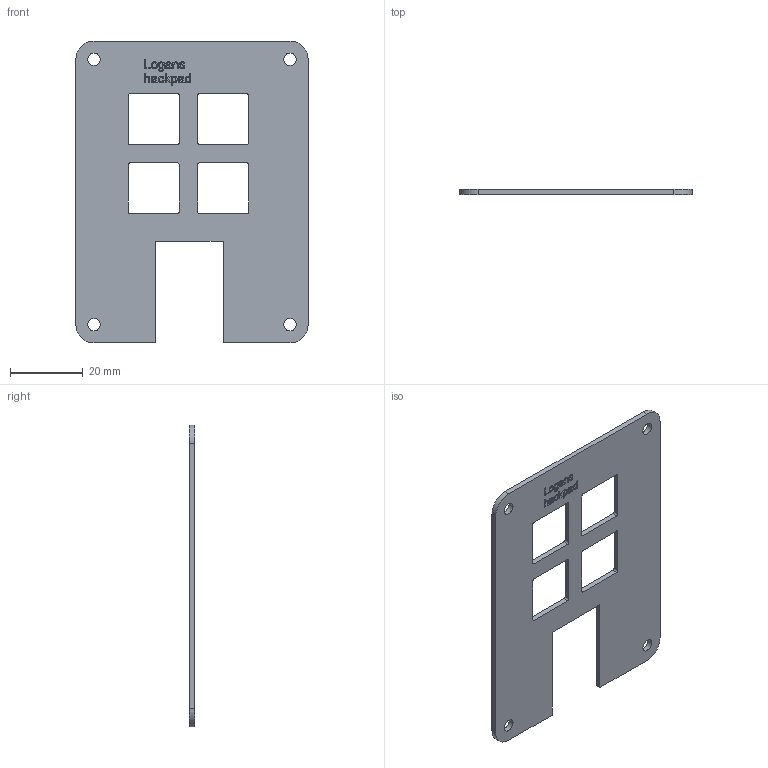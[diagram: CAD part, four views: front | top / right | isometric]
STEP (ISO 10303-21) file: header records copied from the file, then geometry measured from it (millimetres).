
FILE_DESCRIPTION(/* description */ (''),/* implementation_level */ '2;1');
FILE_NAME(/* name */ 'macropad.step',/* time_stamp */ '2025-11-19T14:52:28-08:00',/* author */ (''),/* organization */ (''),/* preprocessor_version */ 'ST-DEVELOPER v20.1',/* originating_system */ 'Autodesk Translation Framework v14.21.0.0',/* authorisation */ '');
FILE_SCHEMA (('AUTOMOTIVE_DESIGN { 1 0 10303 214 3 1 1 }'));
Length unit declared in the file: millimetre
Products named in the file (1): 2025-11-19-14-29-45-941
Bounding box: 63.86 x 1.5 x 82.91 mm (x, y, z)
Volume: 5907.4 mm3; surface area: 8785.9 mm2
Topology: 1 solids, 1 shells, 377 faces, 1065 edges, 710 vertices
Faces by surface type: bspline 243, plane 110, cylinder 24
Full cylindrical faces by diameter (mm): 3.4 x4
Entity records: 14482 total; most frequent: CARTESIAN_POINT 6284, ORIENTED_EDGE 2130, EDGE_CURVE 1065, DIRECTION 897, VERTEX_POINT 710, LINE 531, VECTOR 531, B_SPLINE_CURVE_WITH_KNOTS 486
